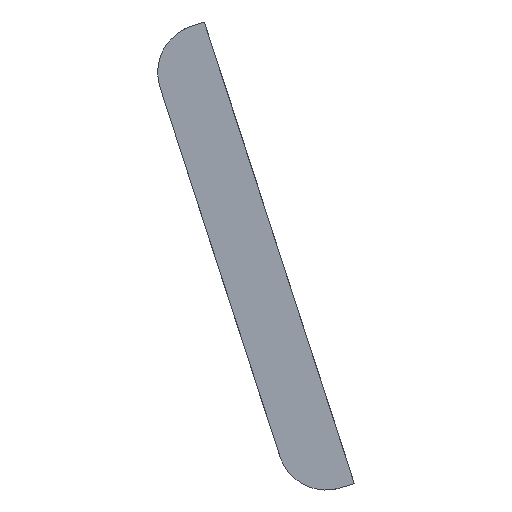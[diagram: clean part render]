
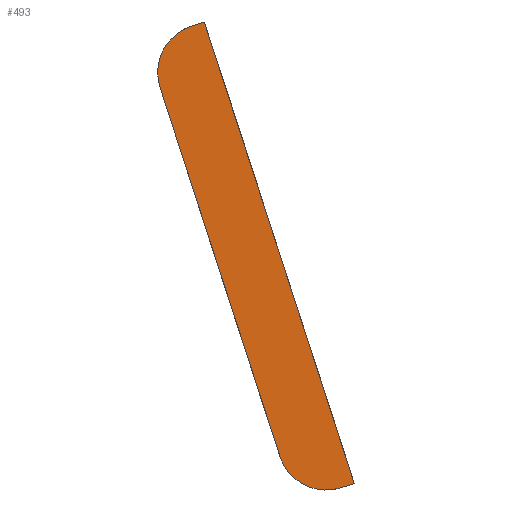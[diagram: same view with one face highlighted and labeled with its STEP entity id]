
A CAD part, left-side view. The second image highlights one B-rep face of the part: STEP entity #493.
In plain terms, the highlighted planar face has unit normal (-1, 0, 0).
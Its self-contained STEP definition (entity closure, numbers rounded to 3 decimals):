
#39=PLANE('',#553);
#62=FACE_OUTER_BOUND('',#95,.T.);
#95=EDGE_LOOP('',(#427,#428,#429,#430,#431,#432));
#117=CIRCLE('',#537,7.);
#124=CIRCLE('',#554,7.);
#155=LINE('',#873,#196);
#161=LINE('',#897,#202);
#162=LINE('',#900,#203);
#163=LINE('',#903,#204);
#196=VECTOR('',#647,10.);
#202=VECTOR('',#677,10.);
#203=VECTOR('',#680,10.);
#204=VECTOR('',#683,10.);
#239=VERTEX_POINT('',#856);
#240=VERTEX_POINT('',#858);
#243=VERTEX_POINT('',#870);
#244=VERTEX_POINT('',#872);
#251=VERTEX_POINT('',#899);
#252=VERTEX_POINT('',#901);
#294=EDGE_CURVE('',#239,#240,#117,.T.);
#301=EDGE_CURVE('',#243,#244,#155,.T.);
#313=EDGE_CURVE('',#240,#243,#161,.T.);
#314=EDGE_CURVE('',#251,#239,#162,.T.);
#315=EDGE_CURVE('',#252,#251,#124,.T.);
#316=EDGE_CURVE('',#252,#244,#163,.T.);
#427=ORIENTED_EDGE('',*,*,#294,.F.);
#428=ORIENTED_EDGE('',*,*,#314,.F.);
#429=ORIENTED_EDGE('',*,*,#315,.F.);
#430=ORIENTED_EDGE('',*,*,#316,.T.);
#431=ORIENTED_EDGE('',*,*,#301,.F.);
#432=ORIENTED_EDGE('',*,*,#313,.F.);
#493=ADVANCED_FACE('',(#62),#39,.T.);
#537=AXIS2_PLACEMENT_3D('',#859,#633,#634);
#553=AXIS2_PLACEMENT_3D('',#898,#678,#679);
#554=AXIS2_PLACEMENT_3D('',#902,#681,#682);
#633=DIRECTION('center_axis',(1.,0.,0.));
#634=DIRECTION('ref_axis',(0.,0.891,0.454));
#647=DIRECTION('',(0.,-0.309,-0.951));
#677=DIRECTION('',(0.,-0.951,0.309));
#678=DIRECTION('center_axis',(-1.,0.,0.));
#679=DIRECTION('ref_axis',(0.,-0.309,-0.951));
#680=DIRECTION('',(0.,0.309,0.951));
#681=DIRECTION('center_axis',(1.,0.,0.));
#682=DIRECTION('ref_axis',(0.,0.454,-0.891));
#683=DIRECTION('',(0.,-0.951,0.309));
#856=CARTESIAN_POINT('',(-10.5,-173.255,76.621));
#858=CARTESIAN_POINT('',(-10.5,-177.749,85.442));
#859=CARTESIAN_POINT('Origin',(-10.5,-179.912,78.784));
#870=CARTESIAN_POINT('',(-10.5,-179.651,86.06));
#872=CARTESIAN_POINT('',(-10.5,-201.282,19.486));
#873=CARTESIAN_POINT('',(-10.5,-201.282,19.486));
#897=CARTESIAN_POINT('',(-10.5,-171.092,83.279));
#898=CARTESIAN_POINT('Origin',(-10.5,-171.092,83.279));
#899=CARTESIAN_POINT('',(-10.5,-190.56,23.362));
#900=CARTESIAN_POINT('',(-10.5,-192.723,16.705));
#901=CARTESIAN_POINT('',(-10.5,-199.38,18.868));
#902=CARTESIAN_POINT('Origin',(-10.5,-197.217,25.525));
#903=CARTESIAN_POINT('',(-10.5,-192.723,16.705));
